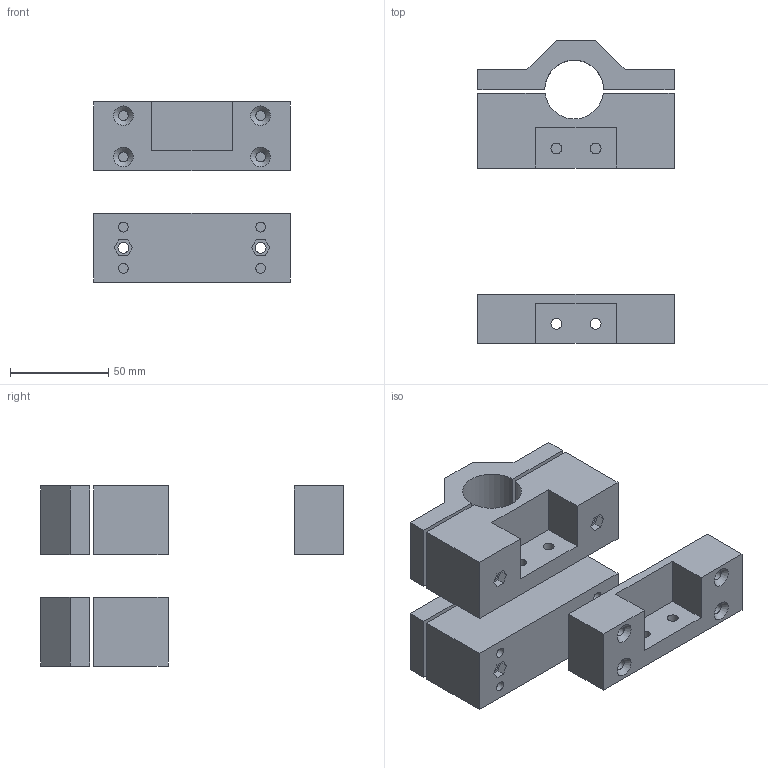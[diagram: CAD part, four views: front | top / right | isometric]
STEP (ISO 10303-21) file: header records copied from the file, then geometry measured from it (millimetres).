
FILE_DESCRIPTION(/* description */ (''),/* implementation_level */ '2;1');
FILE_NAME(/* name */ 'RTK Antenna Holder.step',/* time_stamp */ '2023-05-24T15:47:54+02:00',/* author */ (''),/* organization */ (''),/* preprocessor_version */ 'ST-DEVELOPER v19.2',/* originating_system */ 'Autodesk Translation Framework v12.4.0.73',/* authorisation */ '');
FILE_SCHEMA (('AUTOMOTIVE_DESIGN { 1 0 10303 214 3 1 1 }'));
Length unit declared in the file: millimetre
Products named in the file (1): Antenne dims
Bounding box: 100 x 154.4 x 91.82 mm (x, y, z)
Volume: 360525.9 mm3; surface area: 79741.3 mm2
Topology: 5 solids, 5 shells, 114 faces, 284 edges, 188 vertices
Faces by surface type: plane 82, cylinder 28, cone 4
Full cylindrical faces by diameter (mm): 5 x8, 5.5 x12, 10 x4
Entity records: 3485 total; most frequent: CARTESIAN_POINT 587, DIRECTION 574, ORIENTED_EDGE 568, EDGE_CURVE 284, LINE 224, VECTOR 224, VERTEX_POINT 188, AXIS2_PLACEMENT_3D 175
